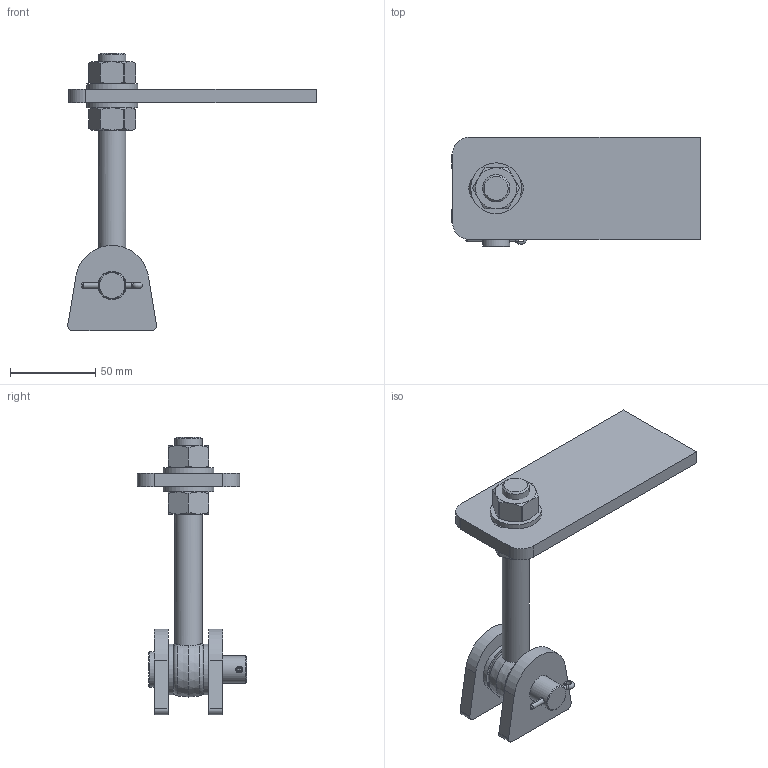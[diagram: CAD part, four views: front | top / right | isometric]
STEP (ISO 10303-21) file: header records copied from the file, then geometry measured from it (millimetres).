
FILE_DESCRIPTION (( 'STEP AP203' ), '1' );
FILE_NAME ('122-M16.STEP', '2025-04-03T07:43:56', ( '' ), ( '' ), 'SwSTEP 2.0', 'SolidWorks 2018', '' );
FILE_SCHEMA (( 'CONFIG_CONTROL_DESIGN' ));
Length unit declared in the file: millimetre
Products named in the file (8): Torband Teil2_122-M16 Teil2; Torband Teil4_122-M16 Teil4; 121-Mxx Teil6_122-M16 Teil6; Splint DIN94 - ISO 1234 Konfig_DIN 94 3,2x30; DIN 934 M4-M20_DIN 934 M16; Torband Teil1_122-M16 Teil1; Torband Teil3_122-M16 Teil3; 122-M16
Assembly tree (12 placements, depth 2):
  122-M16
    Torband Teil1_122-M16 Teil1  x2
    Torband Teil2_122-M16 Teil2
    Torband Teil3_122-M16 Teil3
    Torband Teil4_122-M16 Teil4  x4
    DIN 934 M4-M20_DIN 934 M16  x2
    121-Mxx Teil6_122-M16 Teil6
    Splint DIN94 - ISO 1234 Konfig_DIN 94 3,2x30
Bounding box: 145.5 x 64.1 x 162.5 mm (x, y, z)
Volume: 155967.1 mm3; surface area: 55379.3 mm2
Topology: 12 solids, 12 shells, 373 faces, 944 edges, 615 vertices
Faces by surface type: plane 176, bspline 93, cylinder 66, cone 33, torus 5
Full cylindrical faces by diameter (mm): 4 x1, 14 x2, 15.9 x1, 16 x1, 16.4 x1, 16.8 x2, 17 x4, 21 x1, 29.8 x4
Entity records: 14348 total; most frequent: CARTESIAN_POINT 6212, ORIENTED_EDGE 1640, DIRECTION 1201, EDGE_CURVE 820, VERTEX_POINT 546, AXIS2_PLACEMENT_3D 416, EDGE_LOOP 370, LINE 369
